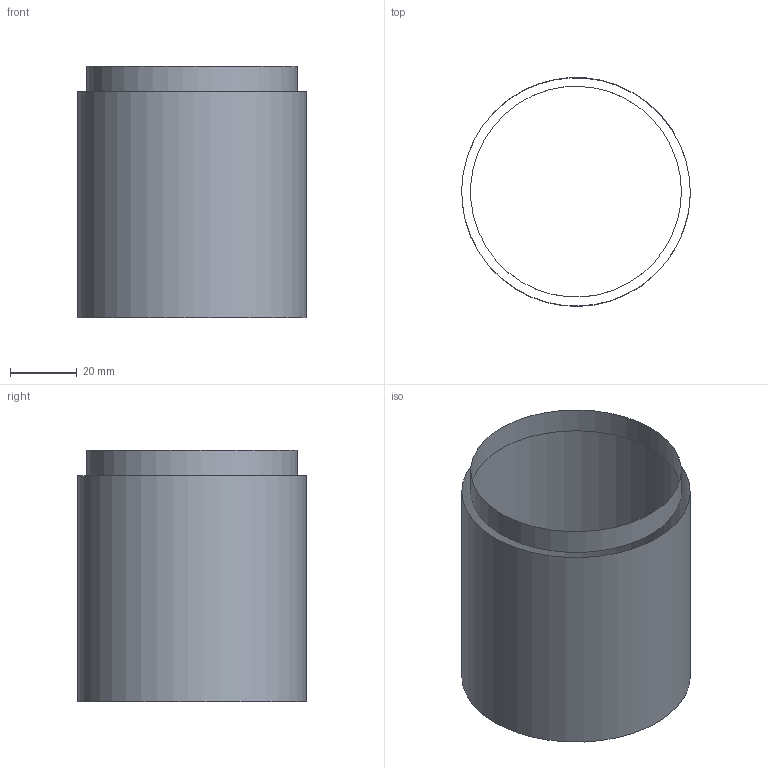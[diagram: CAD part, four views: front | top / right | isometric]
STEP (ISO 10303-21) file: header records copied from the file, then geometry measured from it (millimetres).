
FILE_DESCRIPTION((''),'2;1');
FILE_NAME('SDA-70mm-LEDflashing SS.stp','2012-12-11T09:47:21',(''),(''),'Mechanical Desktop 2011','Mechanical Desktop 2011',', , ');
FILE_SCHEMA(('CONFIG_CONTROL_DESIGN'));
Length unit declared in the file: millimetre
Products named in the file (1): Product
Bounding box: 68.56 x 68.53 x 75.44 mm (x, y, z)
Surface area: 16153.7 mm2 (no closed solid volume)
Topology: 0 solids, 0 shells, 2 faces, 39 edges, 70 vertices
Faces by surface type: bspline 2
Entity records: 384 total; most frequent: CARTESIAN_POINT 130, DIRECTION 59, TRIMMED_CURVE 31, AXIS2_PLACEMENT_3D 26, CIRCLE 25, PERSON 8, ORGANIZATION 8, PERSON_AND_ORGANIZATION 8
